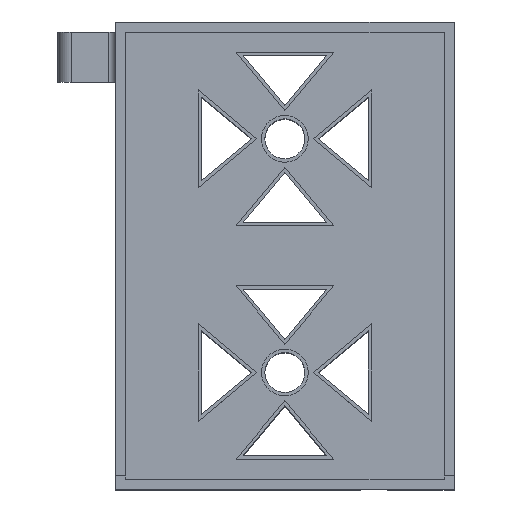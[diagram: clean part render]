
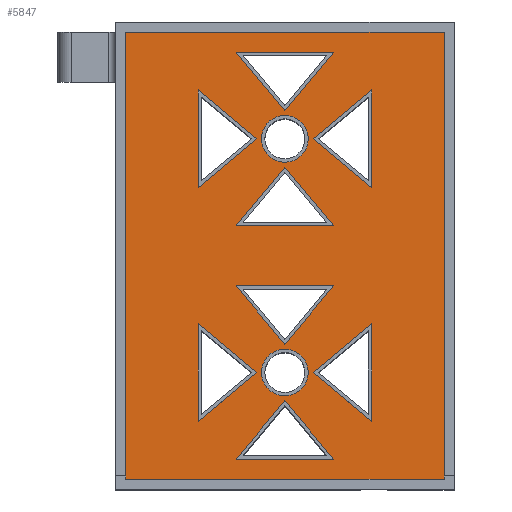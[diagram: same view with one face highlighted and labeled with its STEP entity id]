
A CAD part, top view. The second image highlights one B-rep face of the part: STEP entity #5847.
In plain terms, the highlighted planar face has unit normal (0, 0, 1).
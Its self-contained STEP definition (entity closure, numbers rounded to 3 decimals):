
#123=FACE_BOUND('',#1094,.T.);
#124=FACE_BOUND('',#1095,.T.);
#125=FACE_BOUND('',#1096,.T.);
#126=FACE_BOUND('',#1097,.T.);
#127=FACE_BOUND('',#1098,.T.);
#128=FACE_BOUND('',#1099,.T.);
#129=FACE_BOUND('',#1100,.T.);
#130=FACE_BOUND('',#1101,.T.);
#131=FACE_BOUND('',#1102,.T.);
#132=FACE_BOUND('',#1103,.T.);
#385=PLANE('',#6256);
#685=FACE_OUTER_BOUND('',#1093,.T.);
#1093=EDGE_LOOP('',(#5471,#5472,#5473,#5474));
#1094=EDGE_LOOP('',(#5475));
#1095=EDGE_LOOP('',(#5476));
#1096=EDGE_LOOP('',(#5477,#5478,#5479));
#1097=EDGE_LOOP('',(#5480,#5481,#5482));
#1098=EDGE_LOOP('',(#5483,#5484,#5485));
#1099=EDGE_LOOP('',(#5486,#5487,#5488));
#1100=EDGE_LOOP('',(#5489,#5490,#5491));
#1101=EDGE_LOOP('',(#5492,#5493,#5494));
#1102=EDGE_LOOP('',(#5495,#5496,#5497));
#1103=EDGE_LOOP('',(#5498,#5499,#5500));
#1420=LINE('',#8512,#2118);
#1424=LINE('',#8520,#2122);
#1427=LINE('',#8525,#2125);
#1432=LINE('',#8537,#2130);
#1436=LINE('',#8545,#2134);
#1439=LINE('',#8550,#2137);
#1444=LINE('',#8562,#2142);
#1448=LINE('',#8570,#2146);
#1451=LINE('',#8575,#2149);
#1456=LINE('',#8587,#2154);
#1460=LINE('',#8595,#2158);
#1463=LINE('',#8600,#2161);
#1468=LINE('',#8612,#2166);
#1472=LINE('',#8620,#2170);
#1475=LINE('',#8625,#2173);
#1480=LINE('',#8637,#2178);
#1484=LINE('',#8645,#2182);
#1487=LINE('',#8650,#2185);
#1492=LINE('',#8662,#2190);
#1496=LINE('',#8670,#2194);
#1499=LINE('',#8675,#2197);
#1504=LINE('',#8687,#2202);
#1508=LINE('',#8695,#2206);
#1511=LINE('',#8700,#2209);
#1594=LINE('',#8906,#2292);
#1597=LINE('',#8911,#2295);
#1599=LINE('',#8915,#2297);
#1601=LINE('',#8918,#2299);
#2118=VECTOR('',#6905,10.);
#2122=VECTOR('',#6911,10.);
#2125=VECTOR('',#6916,10.);
#2130=VECTOR('',#6925,10.);
#2134=VECTOR('',#6931,10.);
#2137=VECTOR('',#6936,10.);
#2142=VECTOR('',#6945,10.);
#2146=VECTOR('',#6951,10.);
#2149=VECTOR('',#6956,10.);
#2154=VECTOR('',#6965,10.);
#2158=VECTOR('',#6971,10.);
#2161=VECTOR('',#6976,10.);
#2166=VECTOR('',#6985,10.);
#2170=VECTOR('',#6991,10.);
#2173=VECTOR('',#6996,10.);
#2178=VECTOR('',#7005,10.);
#2182=VECTOR('',#7011,10.);
#2185=VECTOR('',#7016,10.);
#2190=VECTOR('',#7025,10.);
#2194=VECTOR('',#7031,10.);
#2197=VECTOR('',#7036,10.);
#2202=VECTOR('',#7045,10.);
#2206=VECTOR('',#7051,10.);
#2209=VECTOR('',#7056,10.);
#2292=VECTOR('',#7255,10.);
#2295=VECTOR('',#7260,10.);
#2297=VECTOR('',#7264,10.);
#2299=VECTOR('',#7268,10.);
#2548=CIRCLE('',#5970,3.5);
#2551=CIRCLE('',#5975,3.5);
#2763=VERTEX_POINT('',#8194);
#2766=VERTEX_POINT('',#8203);
#2876=VERTEX_POINT('',#8510);
#2877=VERTEX_POINT('',#8511);
#2880=VERTEX_POINT('',#8519);
#2885=VERTEX_POINT('',#8535);
#2886=VERTEX_POINT('',#8536);
#2889=VERTEX_POINT('',#8544);
#2894=VERTEX_POINT('',#8560);
#2895=VERTEX_POINT('',#8561);
#2898=VERTEX_POINT('',#8569);
#2903=VERTEX_POINT('',#8585);
#2904=VERTEX_POINT('',#8586);
#2907=VERTEX_POINT('',#8594);
#2912=VERTEX_POINT('',#8610);
#2913=VERTEX_POINT('',#8611);
#2916=VERTEX_POINT('',#8619);
#2921=VERTEX_POINT('',#8635);
#2922=VERTEX_POINT('',#8636);
#2925=VERTEX_POINT('',#8644);
#2930=VERTEX_POINT('',#8660);
#2931=VERTEX_POINT('',#8661);
#2934=VERTEX_POINT('',#8669);
#2939=VERTEX_POINT('',#8685);
#2940=VERTEX_POINT('',#8686);
#2943=VERTEX_POINT('',#8694);
#3008=VERTEX_POINT('',#8904);
#3009=VERTEX_POINT('',#8905);
#3010=VERTEX_POINT('',#8910);
#3011=VERTEX_POINT('',#8914);
#3341=EDGE_CURVE('',#2763,#2763,#2548,.T.);
#3345=EDGE_CURVE('',#2766,#2766,#2551,.T.);
#3491=EDGE_CURVE('',#2876,#2877,#1420,.T.);
#3495=EDGE_CURVE('',#2877,#2880,#1424,.T.);
#3498=EDGE_CURVE('',#2880,#2876,#1427,.T.);
#3503=EDGE_CURVE('',#2885,#2886,#1432,.T.);
#3507=EDGE_CURVE('',#2886,#2889,#1436,.T.);
#3510=EDGE_CURVE('',#2889,#2885,#1439,.T.);
#3515=EDGE_CURVE('',#2894,#2895,#1444,.T.);
#3519=EDGE_CURVE('',#2895,#2898,#1448,.T.);
#3522=EDGE_CURVE('',#2898,#2894,#1451,.T.);
#3527=EDGE_CURVE('',#2903,#2904,#1456,.T.);
#3531=EDGE_CURVE('',#2904,#2907,#1460,.T.);
#3534=EDGE_CURVE('',#2907,#2903,#1463,.T.);
#3539=EDGE_CURVE('',#2912,#2913,#1468,.T.);
#3543=EDGE_CURVE('',#2913,#2916,#1472,.T.);
#3546=EDGE_CURVE('',#2916,#2912,#1475,.T.);
#3551=EDGE_CURVE('',#2921,#2922,#1480,.T.);
#3555=EDGE_CURVE('',#2922,#2925,#1484,.T.);
#3558=EDGE_CURVE('',#2925,#2921,#1487,.T.);
#3563=EDGE_CURVE('',#2930,#2931,#1492,.T.);
#3567=EDGE_CURVE('',#2931,#2934,#1496,.T.);
#3570=EDGE_CURVE('',#2934,#2930,#1499,.T.);
#3575=EDGE_CURVE('',#2939,#2940,#1504,.T.);
#3579=EDGE_CURVE('',#2940,#2943,#1508,.T.);
#3582=EDGE_CURVE('',#2943,#2939,#1511,.T.);
#3685=EDGE_CURVE('',#3008,#3009,#1594,.T.);
#3688=EDGE_CURVE('',#3009,#3010,#1597,.T.);
#3690=EDGE_CURVE('',#3010,#3011,#1599,.T.);
#3692=EDGE_CURVE('',#3011,#3008,#1601,.T.);
#5471=ORIENTED_EDGE('',*,*,#3685,.T.);
#5472=ORIENTED_EDGE('',*,*,#3688,.T.);
#5473=ORIENTED_EDGE('',*,*,#3690,.T.);
#5474=ORIENTED_EDGE('',*,*,#3692,.T.);
#5475=ORIENTED_EDGE('',*,*,#3341,.T.);
#5476=ORIENTED_EDGE('',*,*,#3345,.T.);
#5477=ORIENTED_EDGE('',*,*,#3491,.T.);
#5478=ORIENTED_EDGE('',*,*,#3495,.T.);
#5479=ORIENTED_EDGE('',*,*,#3498,.T.);
#5480=ORIENTED_EDGE('',*,*,#3503,.T.);
#5481=ORIENTED_EDGE('',*,*,#3507,.T.);
#5482=ORIENTED_EDGE('',*,*,#3510,.T.);
#5483=ORIENTED_EDGE('',*,*,#3515,.T.);
#5484=ORIENTED_EDGE('',*,*,#3519,.T.);
#5485=ORIENTED_EDGE('',*,*,#3522,.T.);
#5486=ORIENTED_EDGE('',*,*,#3527,.T.);
#5487=ORIENTED_EDGE('',*,*,#3531,.T.);
#5488=ORIENTED_EDGE('',*,*,#3534,.T.);
#5489=ORIENTED_EDGE('',*,*,#3539,.T.);
#5490=ORIENTED_EDGE('',*,*,#3543,.T.);
#5491=ORIENTED_EDGE('',*,*,#3546,.T.);
#5492=ORIENTED_EDGE('',*,*,#3551,.T.);
#5493=ORIENTED_EDGE('',*,*,#3555,.T.);
#5494=ORIENTED_EDGE('',*,*,#3558,.T.);
#5495=ORIENTED_EDGE('',*,*,#3563,.T.);
#5496=ORIENTED_EDGE('',*,*,#3567,.T.);
#5497=ORIENTED_EDGE('',*,*,#3570,.T.);
#5498=ORIENTED_EDGE('',*,*,#3575,.T.);
#5499=ORIENTED_EDGE('',*,*,#3579,.T.);
#5500=ORIENTED_EDGE('',*,*,#3582,.T.);
#5847=ADVANCED_FACE('',(#685,#123,#124,#125,#126,#127,#128,#129,#130,#131,
#132),#385,.T.);
#5970=AXIS2_PLACEMENT_3D('',#8196,#6646,#6647);
#5975=AXIS2_PLACEMENT_3D('',#8205,#6657,#6658);
#6256=AXIS2_PLACEMENT_3D('',#9367,#7745,#7746);
#6646=DIRECTION('center_axis',(0.,0.,-1.));
#6647=DIRECTION('ref_axis',(1.,0.,0.));
#6657=DIRECTION('center_axis',(0.,0.,-1.));
#6658=DIRECTION('ref_axis',(1.,0.,0.));
#6905=DIRECTION('',(0.,-1.,0.));
#6911=DIRECTION('',(-0.768,0.64,0.));
#6916=DIRECTION('',(0.768,0.64,0.));
#6925=DIRECTION('',(0.64,0.768,0.));
#6931=DIRECTION('',(0.64,-0.768,0.));
#6936=DIRECTION('',(-1.,0.,0.));
#6945=DIRECTION('',(0.,1.,0.));
#6951=DIRECTION('',(0.768,-0.64,0.));
#6956=DIRECTION('',(-0.768,-0.64,0.));
#6965=DIRECTION('',(1.,0.,0.));
#6971=DIRECTION('',(-0.64,-0.768,0.));
#6976=DIRECTION('',(-0.64,0.768,0.));
#6985=DIRECTION('',(0.64,-0.768,0.));
#6991=DIRECTION('',(-1.,0.,0.));
#6996=DIRECTION('',(0.64,0.768,0.));
#7005=DIRECTION('',(1.,0.,0.));
#7011=DIRECTION('',(-0.64,-0.768,0.));
#7016=DIRECTION('',(-0.64,0.768,0.));
#7025=DIRECTION('',(0.,-1.,0.));
#7031=DIRECTION('',(-0.768,0.64,0.));
#7036=DIRECTION('',(0.768,0.64,0.));
#7045=DIRECTION('',(0.,1.,0.));
#7051=DIRECTION('',(0.768,-0.64,0.));
#7056=DIRECTION('',(-0.768,-0.64,0.));
#7255=DIRECTION('',(0.,1.,0.));
#7260=DIRECTION('',(-1.,0.,0.));
#7264=DIRECTION('',(0.,-1.,0.));
#7268=DIRECTION('',(1.,0.,0.));
#7745=DIRECTION('center_axis',(0.,0.,1.));
#7746=DIRECTION('ref_axis',(1.,0.,0.));
#8194=CARTESIAN_POINT('',(19.,17.5,47.5));
#8196=CARTESIAN_POINT('Origin',(22.5,17.5,47.5));
#8203=CARTESIAN_POINT('',(19.,52.5,47.5));
#8205=CARTESIAN_POINT('Origin',(22.5,52.5,47.5));
#8510=CARTESIAN_POINT('',(35.5,24.818,47.5));
#8511=CARTESIAN_POINT('',(35.5,10.182,47.5));
#8512=CARTESIAN_POINT('',(35.5,5.091,47.5));
#8519=CARTESIAN_POINT('',(26.719,17.5,47.5));
#8520=CARTESIAN_POINT('',(22.4,21.099,47.5));
#8525=CARTESIAN_POINT('',(18.184,10.388,47.5));
#8535=CARTESIAN_POINT('',(15.182,39.5,47.5));
#8536=CARTESIAN_POINT('',(22.5,48.281,47.5));
#8537=CARTESIAN_POINT('',(5.505,27.887,47.5));
#8544=CARTESIAN_POINT('',(29.818,39.5,47.5));
#8545=CARTESIAN_POINT('',(32.908,35.791,47.5));
#8550=CARTESIAN_POINT('',(6.341,39.5,47.5));
#8560=CARTESIAN_POINT('',(9.5,45.182,47.5));
#8561=CARTESIAN_POINT('',(9.5,59.818,47.5));
#8562=CARTESIAN_POINT('',(9.5,29.909,47.5));
#8569=CARTESIAN_POINT('',(18.281,52.5,47.5));
#8570=CARTESIAN_POINT('',(25.059,46.852,47.5));
#8575=CARTESIAN_POINT('',(-5.151,32.973,47.5));
#8585=CARTESIAN_POINT('',(15.182,30.5,47.5));
#8586=CARTESIAN_POINT('',(29.818,30.5,47.5));
#8587=CARTESIAN_POINT('',(13.659,30.5,47.5));
#8594=CARTESIAN_POINT('',(22.5,21.719,47.5));
#8595=CARTESIAN_POINT('',(12.036,9.163,47.5));
#8600=CARTESIAN_POINT('',(19.059,25.848,47.5));
#8610=CARTESIAN_POINT('',(22.5,13.281,47.5));
#8611=CARTESIAN_POINT('',(29.818,4.5,47.5));
#8612=CARTESIAN_POINT('',(24.302,11.119,47.5));
#8619=CARTESIAN_POINT('',(15.182,4.5,47.5));
#8620=CARTESIAN_POINT('',(6.341,4.5,47.5));
#8625=CARTESIAN_POINT('',(14.111,3.214,47.5));
#8635=CARTESIAN_POINT('',(15.182,65.5,47.5));
#8636=CARTESIAN_POINT('',(29.818,65.5,47.5));
#8637=CARTESIAN_POINT('',(13.659,65.5,47.5));
#8644=CARTESIAN_POINT('',(22.5,56.719,47.5));
#8645=CARTESIAN_POINT('',(3.43,33.835,47.5));
#8650=CARTESIAN_POINT('',(27.666,50.52,47.5));
#8660=CARTESIAN_POINT('',(35.5,59.818,47.5));
#8661=CARTESIAN_POINT('',(35.5,45.182,47.5));
#8662=CARTESIAN_POINT('',(35.5,22.591,47.5));
#8669=CARTESIAN_POINT('',(26.719,52.5,47.5));
#8670=CARTESIAN_POINT('',(31.007,48.927,47.5));
#8675=CARTESIAN_POINT('',(9.578,38.216,47.5));
#8685=CARTESIAN_POINT('',(9.5,10.182,47.5));
#8686=CARTESIAN_POINT('',(9.5,24.818,47.5));
#8687=CARTESIAN_POINT('',(9.5,12.409,47.5));
#8694=CARTESIAN_POINT('',(18.281,17.5,47.5));
#8695=CARTESIAN_POINT('',(16.452,19.024,47.5));
#8700=CARTESIAN_POINT('',(3.455,5.145,47.5));
#8904=CARTESIAN_POINT('',(46.35,1.5,47.5));
#8905=CARTESIAN_POINT('',(46.35,68.5,47.5));
#8906=CARTESIAN_POINT('',(46.35,34.25,47.5));
#8910=CARTESIAN_POINT('',(-1.35,68.5,47.5));
#8911=CARTESIAN_POINT('',(-1.925,68.5,47.5));
#8914=CARTESIAN_POINT('',(-1.35,1.5,47.5));
#8915=CARTESIAN_POINT('',(-1.35,0.75,47.5));
#8918=CARTESIAN_POINT('',(21.925,1.5,47.5));
#9367=CARTESIAN_POINT('Origin',(-2.5,0.,47.5));
